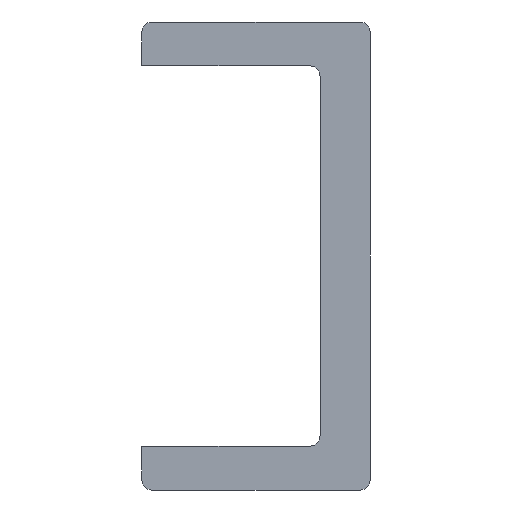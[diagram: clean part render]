
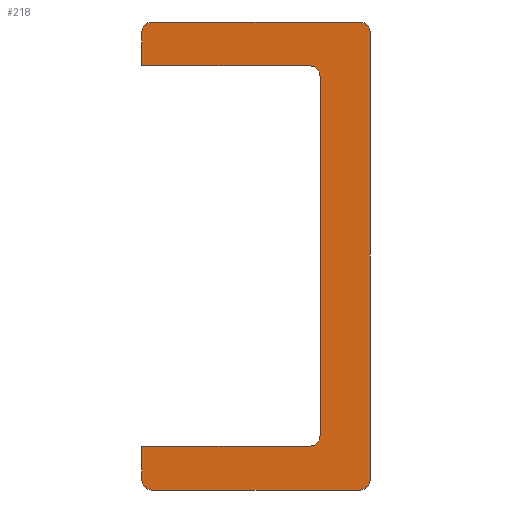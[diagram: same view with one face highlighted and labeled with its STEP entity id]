
A CAD part, front view. The second image highlights one B-rep face of the part: STEP entity #218.
In plain terms, the highlighted planar face has unit normal (0, -1, 0).
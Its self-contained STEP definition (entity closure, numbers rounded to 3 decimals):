
#218 = ADVANCED_FACE( '', ( #521 ), #522, .F. );
#521 = FACE_OUTER_BOUND( '', #876, .T. );
#522 = PLANE( '', #877 );
#876 = EDGE_LOOP( '', ( #1395, #1396, #1397, #1398, #1399, #1400, #1401, #1402, #1403, #1404, #1405, #1406, #1407, #1408 ) );
#877 = AXIS2_PLACEMENT_3D( '', #1409, #1410, #1411 );
#1395 = ORIENTED_EDGE( '', *, *, #1722, .F. );
#1396 = ORIENTED_EDGE( '', *, *, #1682, .T. );
#1397 = ORIENTED_EDGE( '', *, *, #1699, .F. );
#1398 = ORIENTED_EDGE( '', *, *, #1629, .T. );
#1399 = ORIENTED_EDGE( '', *, *, #1679, .F. );
#1400 = ORIENTED_EDGE( '', *, *, #1622, .F. );
#1401 = ORIENTED_EDGE( '', *, *, #1638, .F. );
#1402 = ORIENTED_EDGE( '', *, *, #1574, .F. );
#1403 = ORIENTED_EDGE( '', *, *, #1701, .F. );
#1404 = ORIENTED_EDGE( '', *, *, #1706, .F. );
#1405 = ORIENTED_EDGE( '', *, *, #1715, .F. );
#1406 = ORIENTED_EDGE( '', *, *, #1607, .T. );
#1407 = ORIENTED_EDGE( '', *, *, #1691, .F. );
#1408 = ORIENTED_EDGE( '', *, *, #1614, .T. );
#1409 = CARTESIAN_POINT( '', ( -10.5, 0., 21.5 ) );
#1410 = DIRECTION( '', ( 0., 1., 0. ) );
#1411 = DIRECTION( '', ( 0., 0., 1. ) );
#1574 = EDGE_CURVE( '', #1814, #1815, #1816, .T. );
#1607 = EDGE_CURVE( '', #1869, #1867, #1870, .F. );
#1614 = EDGE_CURVE( '', #1881, #1879, #1882, .F. );
#1622 = EDGE_CURVE( '', #1893, #1894, #1895, .T. );
#1629 = EDGE_CURVE( '', #1907, #1905, #1908, .F. );
#1638 = EDGE_CURVE( '', #1815, #1893, #1920, .T. );
#1679 = EDGE_CURVE( '', #1894, #1905, #1981, .T. );
#1682 = EDGE_CURVE( '', #1985, #1983, #1986, .F. );
#1691 = EDGE_CURVE( '', #1881, #1867, #1998, .T. );
#1699 = EDGE_CURVE( '', #1907, #1983, #2009, .T. );
#1701 = EDGE_CURVE( '', #2011, #1814, #2012, .T. );
#1706 = EDGE_CURVE( '', #2018, #2011, #2019, .T. );
#1715 = EDGE_CURVE( '', #1869, #2018, #2030, .T. );
#1722 = EDGE_CURVE( '', #1985, #1879, #2039, .T. );
#1814 = VERTEX_POINT( '', #2140 );
#1815 = VERTEX_POINT( '', #2141 );
#1816 = LINE( '', #2142, #2143 );
#1867 = VERTEX_POINT( '', #2197 );
#1869 = VERTEX_POINT( '', #2200 );
#1870 = CIRCLE( '', #2201, 0.9 );
#1879 = VERTEX_POINT( '', #2211 );
#1881 = VERTEX_POINT( '', #2214 );
#1882 = CIRCLE( '', #2215, 0.9 );
#1893 = VERTEX_POINT( '', #2227 );
#1894 = VERTEX_POINT( '', #2228 );
#1895 = LINE( '', #2229, #2230 );
#1905 = VERTEX_POINT( '', #2243 );
#1907 = VERTEX_POINT( '', #2246 );
#1908 = CIRCLE( '', #2247, 0.9 );
#1920 = CIRCLE( '', #2260, 1. );
#1981 = LINE( '', #2327, #2328 );
#1983 = VERTEX_POINT( '', #2330 );
#1985 = VERTEX_POINT( '', #2333 );
#1986 = CIRCLE( '', #2334, 0.9 );
#1998 = LINE( '', #2347, #2348 );
#2009 = LINE( '', #2359, #2360 );
#2011 = VERTEX_POINT( '', #2362 );
#2012 = CIRCLE( '', #2363, 1. );
#2018 = VERTEX_POINT( '', #2370 );
#2019 = LINE( '', #2371, #2372 );
#2030 = LINE( '', #2384, #2385 );
#2039 = LINE( '', #2394, #2395 );
#2140 = CARTESIAN_POINT( '', ( 5.9, 0., -16.5 ) );
#2141 = CARTESIAN_POINT( '', ( 5.9, 0., 16.5 ) );
#2142 = CARTESIAN_POINT( '', ( 5.9, 0., 16.5 ) );
#2143 = VECTOR( '', #2526, 1000. );
#2197 = CARTESIAN_POINT( '', ( -9.6, 0., -21.5 ) );
#2200 = CARTESIAN_POINT( '', ( -10.5, 0., -20.6 ) );
#2201 = AXIS2_PLACEMENT_3D( '', #2579, #2580, #2581 );
#2211 = CARTESIAN_POINT( '', ( 10.5, 0., -20.6 ) );
#2214 = CARTESIAN_POINT( '', ( 9.6, 0., -21.5 ) );
#2215 = AXIS2_PLACEMENT_3D( '', #2590, #2591, #2592 );
#2227 = CARTESIAN_POINT( '', ( 4.9, 0., 17.5 ) );
#2228 = CARTESIAN_POINT( '', ( -10.5, 0., 17.5 ) );
#2229 = CARTESIAN_POINT( '', ( 4.9, 0., 17.5 ) );
#2230 = VECTOR( '', #2603, 1000. );
#2243 = CARTESIAN_POINT( '', ( -10.5, 0., 20.6 ) );
#2246 = CARTESIAN_POINT( '', ( -9.6, 0., 21.5 ) );
#2247 = AXIS2_PLACEMENT_3D( '', #2611, #2612, #2613 );
#2260 = AXIS2_PLACEMENT_3D( '', #2624, #2625, #2626 );
#2327 = CARTESIAN_POINT( '', ( -10.5, 0., -21.5 ) );
#2328 = VECTOR( '', #2690, 1000. );
#2330 = CARTESIAN_POINT( '', ( 9.6, 0., 21.5 ) );
#2333 = CARTESIAN_POINT( '', ( 10.5, 0., 20.6 ) );
#2334 = AXIS2_PLACEMENT_3D( '', #2692, #2693, #2694 );
#2347 = CARTESIAN_POINT( '', ( 10.5, 0., -21.5 ) );
#2348 = VECTOR( '', #2705, 1000. );
#2359 = CARTESIAN_POINT( '', ( -10.5, 0., 21.5 ) );
#2360 = VECTOR( '', #2715, 1000. );
#2362 = CARTESIAN_POINT( '', ( 4.9, 0., -17.5 ) );
#2363 = AXIS2_PLACEMENT_3D( '', #2716, #2717, #2718 );
#2370 = CARTESIAN_POINT( '', ( -10.5, 0., -17.5 ) );
#2371 = CARTESIAN_POINT( '', ( 4.9, 0., -17.5 ) );
#2372 = VECTOR( '', #2723, 1000. );
#2384 = CARTESIAN_POINT( '', ( -10.5, 0., -21.5 ) );
#2385 = VECTOR( '', #2731, 1000. );
#2394 = CARTESIAN_POINT( '', ( 10.5, 0., 21.5 ) );
#2395 = VECTOR( '', #2738, 1000. );
#2526 = DIRECTION( '', ( 0., 0., 1. ) );
#2579 = CARTESIAN_POINT( '', ( -9.6, 0., -20.6 ) );
#2580 = DIRECTION( '', ( 0., 1., 0. ) );
#2581 = DIRECTION( '', ( 0., 0., 1. ) );
#2590 = CARTESIAN_POINT( '', ( 9.6, 0., -20.6 ) );
#2591 = DIRECTION( '', ( 0., 1., 0. ) );
#2592 = DIRECTION( '', ( 0., 0., 1. ) );
#2603 = DIRECTION( '', ( -1., 0., 0. ) );
#2611 = CARTESIAN_POINT( '', ( -9.6, 0., 20.6 ) );
#2612 = DIRECTION( '', ( 0., 1., 0. ) );
#2613 = DIRECTION( '', ( 0., 0., 1. ) );
#2624 = CARTESIAN_POINT( '', ( 4.9, 0., 16.5 ) );
#2625 = DIRECTION( '', ( 0., -1., 0. ) );
#2626 = DIRECTION( '', ( -1., 0., 0. ) );
#2690 = DIRECTION( '', ( 0., 0., 1. ) );
#2692 = CARTESIAN_POINT( '', ( 9.6, 0., 20.6 ) );
#2693 = DIRECTION( '', ( 0., 1., 0. ) );
#2694 = DIRECTION( '', ( 0., 0., 1. ) );
#2705 = DIRECTION( '', ( -1., 0., 0. ) );
#2715 = DIRECTION( '', ( 1., 0., 0. ) );
#2716 = CARTESIAN_POINT( '', ( 4.9, 0., -16.5 ) );
#2717 = DIRECTION( '', ( 0., -1., 0. ) );
#2718 = DIRECTION( '', ( -1., 0., 0. ) );
#2723 = DIRECTION( '', ( 1., 0., 0. ) );
#2731 = DIRECTION( '', ( 0., 0., 1. ) );
#2738 = DIRECTION( '', ( 0., 0., -1. ) );
